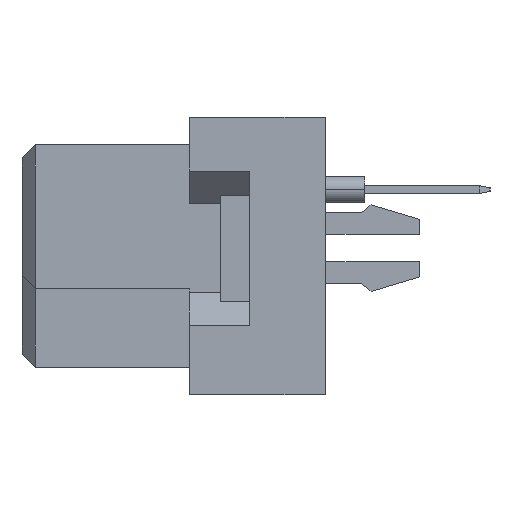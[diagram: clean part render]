
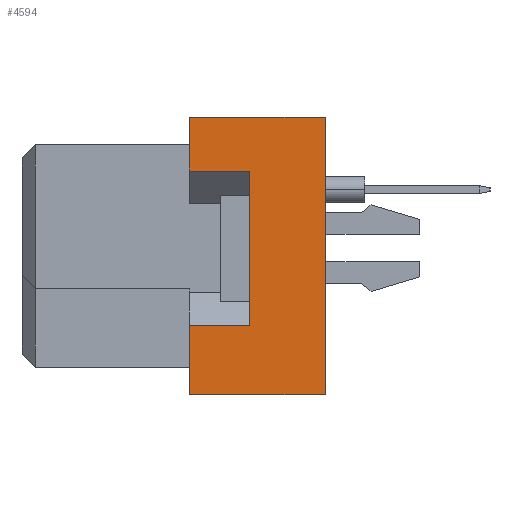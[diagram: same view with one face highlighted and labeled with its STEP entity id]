
A CAD part, left-side view. The second image highlights one B-rep face of the part: STEP entity #4594.
In plain terms, the highlighted planar face has unit normal (-1, 0, 0).
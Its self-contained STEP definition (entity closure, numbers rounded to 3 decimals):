
#209 = CARTESIAN_POINT ( 'NONE',  ( -27.5, -11.6, 5.3 ) ) ;
#347 = CARTESIAN_POINT ( 'NONE',  ( -27.5, -8.7, -2.65 ) ) ;
#434 = CARTESIAN_POINT ( 'NONE',  ( -27.5, -11.6, -5.3 ) ) ;
#445 = FACE_OUTER_BOUND ( 'NONE', #16914, .T. ) ;
#666 = CARTESIAN_POINT ( 'NONE',  ( -27.5, -11.6, 5.3 ) ) ;
#790 = VERTEX_POINT ( 'NONE', #4946 ) ;
#1558 = VERTEX_POINT ( 'NONE', #10237 ) ;
#2288 = LINE ( 'NONE', #209, #17154 ) ;
#3220 = ORIENTED_EDGE ( 'NONE', *, *, #11071, .F. ) ;
#4570 = DIRECTION ( 'NONE',  ( 0., 0., 1. ) ) ;
#4575 = EDGE_CURVE ( 'NONE', #1558, #16488, #13461, .T. ) ;
#4594 = ADVANCED_FACE ( 'NONE', ( #445 ), #20029, .T. ) ;
#4823 = CARTESIAN_POINT ( 'NONE',  ( -27.5, -8.7, 3.25 ) ) ;
#4869 = LINE ( 'NONE', #13001, #12540 ) ;
#4946 = CARTESIAN_POINT ( 'NONE',  ( -27.5, -6.4, 3.25 ) ) ;
#5169 = CARTESIAN_POINT ( 'NONE',  ( -27.5, -6.4, -2.65 ) ) ;
#5419 = ORIENTED_EDGE ( 'NONE', *, *, #4575, .T. ) ;
#5455 = LINE ( 'NONE', #10104, #11262 ) ;
#6667 = DIRECTION ( 'NONE',  ( 0., 0., 1. ) ) ;
#6764 = EDGE_CURVE ( 'NONE', #12690, #10806, #5455, .T. ) ;
#6860 = DIRECTION ( 'NONE',  ( 0., 1., 0. ) ) ;
#7649 = ORIENTED_EDGE ( 'NONE', *, *, #13066, .F. ) ;
#8448 = LINE ( 'NONE', #14891, #19541 ) ;
#8589 = VECTOR ( 'NONE', #15455, 1000. ) ;
#9274 = VECTOR ( 'NONE', #17728, 1000. ) ;
#9406 = ORIENTED_EDGE ( 'NONE', *, *, #12028, .F. ) ;
#9548 = EDGE_CURVE ( 'NONE', #1558, #17981, #14092, .T. ) ;
#10104 = CARTESIAN_POINT ( 'NONE',  ( -27.5, -11.6, 5.3 ) ) ;
#10123 = VERTEX_POINT ( 'NONE', #14541 ) ;
#10237 = CARTESIAN_POINT ( 'NONE',  ( -27.5, -8.7, -2.65 ) ) ;
#10806 = VERTEX_POINT ( 'NONE', #19051 ) ;
#11071 = EDGE_CURVE ( 'NONE', #790, #10806, #4869, .T. ) ;
#11262 = VECTOR ( 'NONE', #13378, 1000. ) ;
#11291 = CARTESIAN_POINT ( 'NONE',  ( -27.5, -11.6, 5.3 ) ) ;
#11966 = LINE ( 'NONE', #13660, #8589 ) ;
#12028 = EDGE_CURVE ( 'NONE', #10123, #16488, #11966, .T. ) ;
#12540 = VECTOR ( 'NONE', #19490, 1000. ) ;
#12690 = VERTEX_POINT ( 'NONE', #11291 ) ;
#13001 = CARTESIAN_POINT ( 'NONE',  ( -27.5, -6.4, -5.3 ) ) ;
#13066 = EDGE_CURVE ( 'NONE', #17981, #790, #17531, .T. ) ;
#13378 = DIRECTION ( 'NONE',  ( 0., 1., 0. ) ) ;
#13461 = LINE ( 'NONE', #347, #14805 ) ;
#13660 = CARTESIAN_POINT ( 'NONE',  ( -27.5, -6.4, -5.3 ) ) ;
#14092 = LINE ( 'NONE', #20254, #15320 ) ;
#14541 = CARTESIAN_POINT ( 'NONE',  ( -27.5, -6.4, -5.3 ) ) ;
#14805 = VECTOR ( 'NONE', #14925, 1000. ) ;
#14891 = CARTESIAN_POINT ( 'NONE',  ( -27.5, -11.6, -5.3 ) ) ;
#14915 = ORIENTED_EDGE ( 'NONE', *, *, #17813, .F. ) ;
#14925 = DIRECTION ( 'NONE',  ( 0., 1., 0. ) ) ;
#15037 = DIRECTION ( 'NONE',  ( 0., 0., 1. ) ) ;
#15320 = VECTOR ( 'NONE', #4570, 1000. ) ;
#15455 = DIRECTION ( 'NONE',  ( 0., 0., 1. ) ) ;
#16251 = ORIENTED_EDGE ( 'NONE', *, *, #9548, .F. ) ;
#16488 = VERTEX_POINT ( 'NONE', #5169 ) ;
#16854 = AXIS2_PLACEMENT_3D ( 'NONE', #666, #18013, #15037 ) ;
#16914 = EDGE_LOOP ( 'NONE', ( #5419, #9406, #14915, #19037, #17004, #3220, #7649, #16251 ) ) ;
#17004 = ORIENTED_EDGE ( 'NONE', *, *, #6764, .T. ) ;
#17154 = VECTOR ( 'NONE', #6667, 1000. ) ;
#17294 = CARTESIAN_POINT ( 'NONE',  ( -27.5, -8.7, 3.25 ) ) ;
#17309 = VERTEX_POINT ( 'NONE', #434 ) ;
#17531 = LINE ( 'NONE', #4823, #9274 ) ;
#17617 = EDGE_CURVE ( 'NONE', #17309, #12690, #2288, .T. ) ;
#17728 = DIRECTION ( 'NONE',  ( 0., 1., 0. ) ) ;
#17813 = EDGE_CURVE ( 'NONE', #17309, #10123, #8448, .T. ) ;
#17981 = VERTEX_POINT ( 'NONE', #17294 ) ;
#18013 = DIRECTION ( 'NONE',  ( -1., 0., 0. ) ) ;
#19037 = ORIENTED_EDGE ( 'NONE', *, *, #17617, .T. ) ;
#19051 = CARTESIAN_POINT ( 'NONE',  ( -27.5, -6.4, 5.3 ) ) ;
#19490 = DIRECTION ( 'NONE',  ( 0., 0., 1. ) ) ;
#19541 = VECTOR ( 'NONE', #6860, 1000. ) ;
#20029 = PLANE ( 'NONE',  #16854 ) ;
#20254 = CARTESIAN_POINT ( 'NONE',  ( -27.5, -8.7, -2.65 ) ) ;
